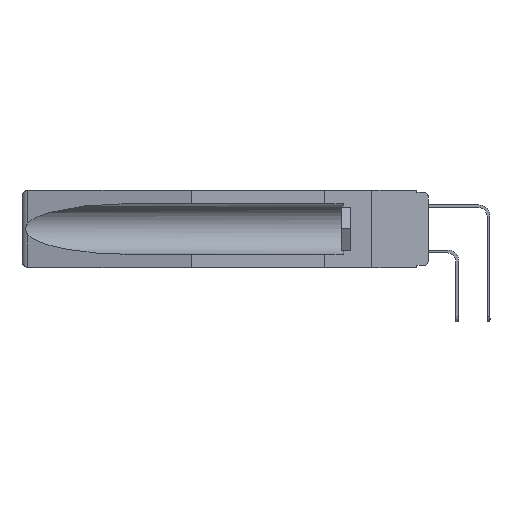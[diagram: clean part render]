
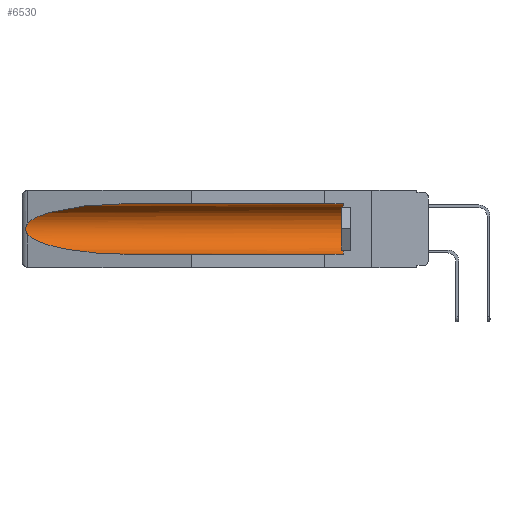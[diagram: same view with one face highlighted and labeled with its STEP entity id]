
A CAD part, left-side view. The second image highlights one B-rep face of the part: STEP entity #6530.
In plain terms, the highlighted cylindrical face has radius 2.857 mm (diameter 5.715 mm), a partial arc.
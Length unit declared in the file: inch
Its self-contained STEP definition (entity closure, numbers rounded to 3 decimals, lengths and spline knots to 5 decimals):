
#123 = CARTESIAN_POINT ( 'NONE',  ( 0.155, 1.07973, -0.284 ) ) ;
#282 = CARTESIAN_POINT ( 'NONE',  ( 0.26537, 1.52718, -0.14972 ) ) ;
#863 = ORIENTED_EDGE ( 'NONE', *, *, #9058, .T. ) ;
#1338 = EDGE_CURVE ( 'NONE', #16675, #14162, #12174, .T. ) ;
#1882 = DIRECTION ( 'NONE',  ( 0., 1., 0. ) ) ;
#1935 = CARTESIAN_POINT ( 'NONE',  ( 0.26537, 1.52718, -0.14972 ) ) ;
#2637 = LINE ( 'NONE', #17860, #3577 ) ;
#3463 = CARTESIAN_POINT ( 'NONE',  ( 0.26654, 1.53092, -0.15636 ) ) ;
#3577 = VECTOR ( 'NONE', #7083, 39.37008 ) ;
#3699 = FACE_OUTER_BOUND ( 'NONE', #14070, .T. ) ;
#4399 = VERTEX_POINT ( 'NONE', #6969 ) ;
#4611 = DIRECTION ( 'NONE',  ( 0., 1., 0. ) ) ;
#4677 = CARTESIAN_POINT ( 'NONE',  ( 0.21114, 1.30732, -0.284 ) ) ;
#5066 = CARTESIAN_POINT ( 'NONE',  ( 0.26655, 1.53094, -0.18657 ) ) ;
#5355 = VERTEX_POINT ( 'NONE', #14230 ) ;
#6092 = CARTESIAN_POINT ( 'NONE',  ( 0.155, 1.07973, -0.284 ) ) ;
#6373 = VERTEX_POINT ( 'NONE', #282 ) ;
#6530 = ADVANCED_FACE ( 'NONE', ( #3699 ), #12105, .F. ) ;
#6537 = CARTESIAN_POINT ( 'NONE',  ( 0.2675, 1.53308, -0.17534 ) ) ;
#6969 = CARTESIAN_POINT ( 'NONE',  ( 0.155, 1.07973, -0.059 ) ) ;
#7083 = DIRECTION ( 'NONE',  ( 0., 1., 0. ) ) ;
#7233 = ORIENTED_EDGE ( 'NONE', *, *, #1338, .T. ) ;
#7319 = ORIENTED_EDGE ( 'NONE', *, *, #16073, .T. ) ;
#7828 = DIRECTION ( 'NONE',  ( 0., -1., 0. ) ) ;
#9058 = EDGE_CURVE ( 'NONE', #4399, #6373, #12602, .T. ) ;
#9119 = CARTESIAN_POINT ( 'NONE',  ( 0.25451, 1.48313, -0.24835 ) ) ;
#9308 = LINE ( 'NONE', #10707, #12845 ) ;
#9471 = ORIENTED_EDGE ( 'NONE', *, *, #11139, .F. ) ;
#9522 = DIRECTION ( 'NONE',  ( 0., 0., 1. ) ) ;
#9763 = CARTESIAN_POINT ( 'NONE',  ( 0.155, -0.30754, -0.1715 ) ) ;
#10370 = ORIENTED_EDGE ( 'NONE', *, *, #11540, .T. ) ;
#10707 = CARTESIAN_POINT ( 'NONE',  ( 0.155, -0.30754, -0.284 ) ) ;
#11084 = EDGE_CURVE ( 'NONE', #5355, #16391, #17392, .T. ) ;
#11139 = EDGE_CURVE ( 'NONE', #16675, #16391, #9308, .T. ) ;
#11540 = EDGE_CURVE ( 'NONE', #6373, #5355, #19470, .T. ) ;
#12105 = CYLINDRICAL_SURFACE ( 'NONE', #14287, 0.1125 ) ;
#12174 = CIRCLE ( 'NONE', #18959, 0.1125 ) ;
#12360 = ORIENTED_EDGE ( 'NONE', *, *, #11084, .T. ) ;
#12602 =( BOUNDED_CURVE ( )  B_SPLINE_CURVE ( 3, ( #19126, #13088, #15965, #18984 ),
 .UNSPECIFIED., .F., .F. ) 
 B_SPLINE_CURVE_WITH_KNOTS ( ( 4, 4 ),
 ( 4.71239, 6.08839 ),
 .UNSPECIFIED. ) 
 CURVE ( )  GEOMETRIC_REPRESENTATION_ITEM ( )  RATIONAL_B_SPLINE_CURVE ( ( 1., 0.848, 0.848, 1. ) ) 
 REPRESENTATION_ITEM ( '' )  );
#12628 = CARTESIAN_POINT ( 'NONE',  ( 0.26597, 1.52961, -0.15275 ) ) ;
#12697 = CARTESIAN_POINT ( 'NONE',  ( 0.2673, 1.53269, -0.17917 ) ) ;
#12845 = VECTOR ( 'NONE', #4611, 39.37008 ) ;
#13088 = CARTESIAN_POINT ( 'NONE',  ( 0.21114, 1.30732, -0.059 ) ) ;
#14070 = EDGE_LOOP ( 'NONE', ( #863, #10370, #12360, #9471, #7233, #7319 ) ) ;
#14162 = VERTEX_POINT ( 'NONE', #17346 ) ;
#14179 = CARTESIAN_POINT ( 'NONE',  ( 0.2673, 1.5327, -0.16383 ) ) ;
#14230 = CARTESIAN_POINT ( 'NONE',  ( 0.26537, 1.52718, -0.19328 ) ) ;
#14287 = AXIS2_PLACEMENT_3D ( 'NONE', #9763, #1882, #9522 ) ;
#15257 = CARTESIAN_POINT ( 'NONE',  ( 0.26537, 1.52718, -0.19328 ) ) ;
#15711 = CARTESIAN_POINT ( 'NONE',  ( 0.2675, 1.53308, -0.16763 ) ) ;
#15779 = CARTESIAN_POINT ( 'NONE',  ( 0.26597, 1.5296, -0.19026 ) ) ;
#15965 = CARTESIAN_POINT ( 'NONE',  ( 0.25451, 1.48313, -0.09465 ) ) ;
#16073 = EDGE_CURVE ( 'NONE', #14162, #4399, #2637, .T. ) ;
#16391 = VERTEX_POINT ( 'NONE', #123 ) ;
#16675 = VERTEX_POINT ( 'NONE', #17565 ) ;
#16783 = CARTESIAN_POINT ( 'NONE',  ( 0.155, 0.126, -0.1715 ) ) ;
#17346 = CARTESIAN_POINT ( 'NONE',  ( 0.155, 0.126, -0.059 ) ) ;
#17392 =( BOUNDED_CURVE ( )  B_SPLINE_CURVE ( 3, ( #15257, #9119, #4677, #6092 ),
 .UNSPECIFIED., .F., .F. ) 
 B_SPLINE_CURVE_WITH_KNOTS ( ( 4, 4 ),
 ( 0.1948, 1.5708 ),
 .UNSPECIFIED. ) 
 CURVE ( )  GEOMETRIC_REPRESENTATION_ITEM ( )  RATIONAL_B_SPLINE_CURVE ( ( 1., 0.848, 0.848, 1. ) ) 
 REPRESENTATION_ITEM ( '' )  );
#17565 = CARTESIAN_POINT ( 'NONE',  ( 0.155, 0.126, -0.284 ) ) ;
#17860 = CARTESIAN_POINT ( 'NONE',  ( 0.155, -0.30754, -0.059 ) ) ;
#18855 = CARTESIAN_POINT ( 'NONE',  ( 0.26537, 1.52718, -0.19328 ) ) ;
#18959 = AXIS2_PLACEMENT_3D ( 'NONE', #16783, #7828, #19781 ) ;
#18984 = CARTESIAN_POINT ( 'NONE',  ( 0.26537, 1.52718, -0.14972 ) ) ;
#19126 = CARTESIAN_POINT ( 'NONE',  ( 0.155, 1.07973, -0.059 ) ) ;
#19470 = B_SPLINE_CURVE_WITH_KNOTS ( 'NONE', 3,
 ( #1935, #12628, #3463, #14179, #15711, #6537, #12697, #5066, #15779, #18855 ),
 .UNSPECIFIED., .F., .F.,
 ( 4, 2, 2, 2, 4 ),
 ( 0., 0.00029, 0.00058, 0.00087, 0.00117 ),
 .UNSPECIFIED. ) ;
#19781 = DIRECTION ( 'NONE',  ( 0., 0., 1. ) ) ;
